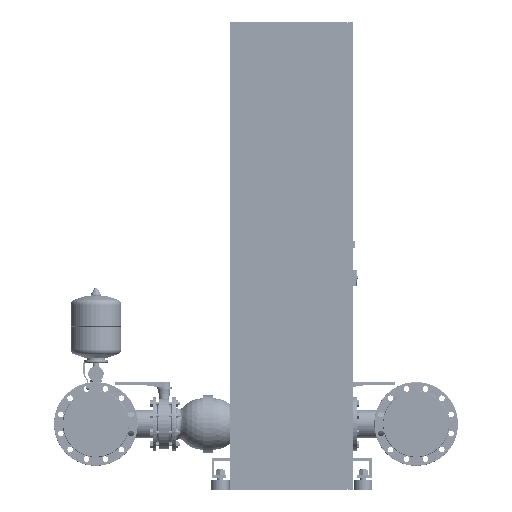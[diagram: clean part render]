
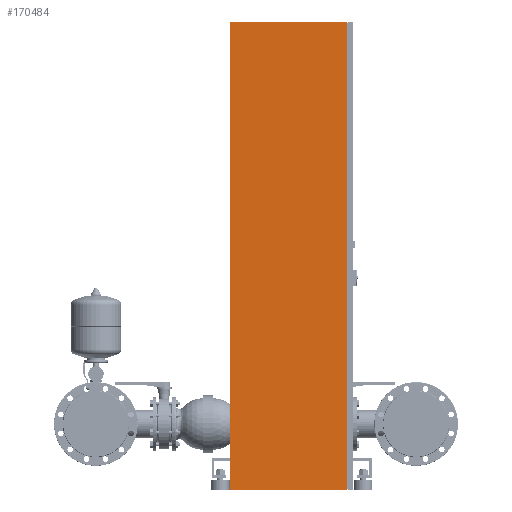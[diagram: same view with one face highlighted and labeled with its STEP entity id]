
A CAD part, left-side view. The second image highlights one B-rep face of the part: STEP entity #170484.
In plain terms, the highlighted planar face has unit normal (-1, 0, 0).
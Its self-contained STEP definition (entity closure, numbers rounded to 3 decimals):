
#170445=CARTESIAN_POINT('',(-1150.0,250.0,0.0));
#170446=DIRECTION('',(-1.0,0.0,0.0));
#170447=DIRECTION('',(0.0,-1.0,0.0));
#170448=AXIS2_PLACEMENT_3D('',#170445,#170446,#170447);
#170449=PLANE('',#170448);
#170450=CARTESIAN_POINT('',(-1150.0,-225.0,0.));
#170451=VERTEX_POINT('',#170450);
#170452=CARTESIAN_POINT('',(-1150.,-225.,1900.0));
#170453=VERTEX_POINT('',#170452);
#170454=CARTESIAN_POINT('',(-1150.0,-225.0,0.));
#170455=DIRECTION('',(0.0,0.0,1.0));
#170456=VECTOR('',#170455,1900.0);
#170457=LINE('',#170454,#170456);
#170458=EDGE_CURVE('',#170451,#170453,#170457,.T.);
#170459=ORIENTED_EDGE('',*,*,#170458,.T.);
#170460=CARTESIAN_POINT('',(-1150.,250.,1900.0));
#170461=VERTEX_POINT('',#170460);
#170462=CARTESIAN_POINT('',(-1150.,250.,1900.0));
#170463=DIRECTION('',(0.0,-1.0,0.0));
#170464=VECTOR('',#170463,475.0);
#170465=LINE('',#170462,#170464);
#170466=EDGE_CURVE('',#170461,#170453,#170465,.T.);
#170467=ORIENTED_EDGE('',*,*,#170466,.F.);
#170468=CARTESIAN_POINT('',(-1150.0,250.0,0.0));
#170469=VERTEX_POINT('',#170468);
#170470=CARTESIAN_POINT('',(-1150.,250.,1900.0));
#170471=DIRECTION('',(0.0,0.0,-1.0));
#170472=VECTOR('',#170471,1900.0);
#170473=LINE('',#170470,#170472);
#170474=EDGE_CURVE('',#170461,#170469,#170473,.T.);
#170475=ORIENTED_EDGE('',*,*,#170474,.T.);
#170476=CARTESIAN_POINT('',(-1150.0,250.0,0.0));
#170477=DIRECTION('',(0.0,-1.0,0.0));
#170478=VECTOR('',#170477,475.0);
#170479=LINE('',#170476,#170478);
#170480=EDGE_CURVE('',#170469,#170451,#170479,.T.);
#170481=ORIENTED_EDGE('',*,*,#170480,.T.);
#170482=EDGE_LOOP('',(#170459,#170467,#170475,#170481));
#170483=FACE_OUTER_BOUND('',#170482,.T.);
#170484=ADVANCED_FACE('',(#170483),#170449,.T.);
